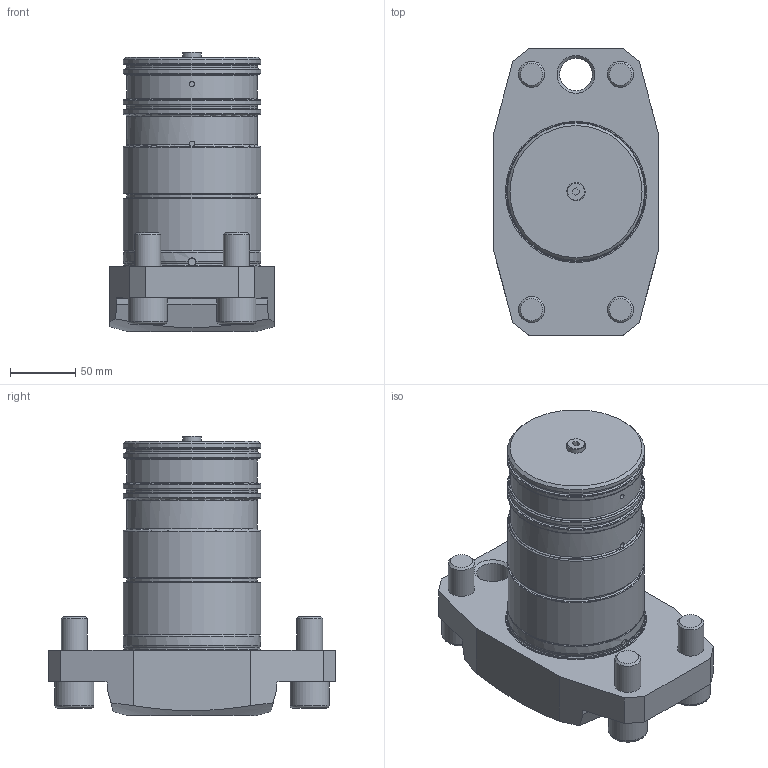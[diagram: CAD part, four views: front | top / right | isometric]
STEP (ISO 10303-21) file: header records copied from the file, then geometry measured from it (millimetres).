
FILE_DESCRIPTION(/* description */ (''),/* implementation_level */ '2;1');
FILE_NAME(/* name */ '1522912223139.stp',/* time_stamp */ '2018-04-05T09:10:37+02:00',/* author */ (''),/* organization */ ('SMS'),/* preprocessor_version */ 'ST-DEVELOPER v15',/* originating_system */ 'SIEMENS PLM Software NX 8.5',/* authorisation */ '');
FILE_SCHEMA (('AUTOMOTIVE_DESIGN { 1 0 10303 214 3 1 1 1 }'));
Length unit declared in the file: millimetre
Products named in the file (1): MOD000000000000000020083410300000
Bounding box: 126 x 220 x 214 mm (x, y, z)
Volume: 2162857.4 mm3; surface area: 162303.8 mm2
Topology: 1 solids, 1 shells, 182 faces, 394 edges, 240 vertices
Faces by surface type: plane 78, cone 45, cylinder 32, torus 27
Full cylindrical faces by diameter (mm): 4 x2, 5.35 x1, 6 x1, 14 x1, 20 x4, 24.9 x1, 29.835 x4, 100 x3, 100.2 x3, 105 x8
Entity records: 4887 total; most frequent: CARTESIAN_POINT 1388, DIRECTION 720, ORIENTED_EDGE 592, AXIS2_PLACEMENT_3D 310, EDGE_CURVE 296, EDGE_LOOP 278, VERTEX_POINT 214, FACE_BOUND 191
